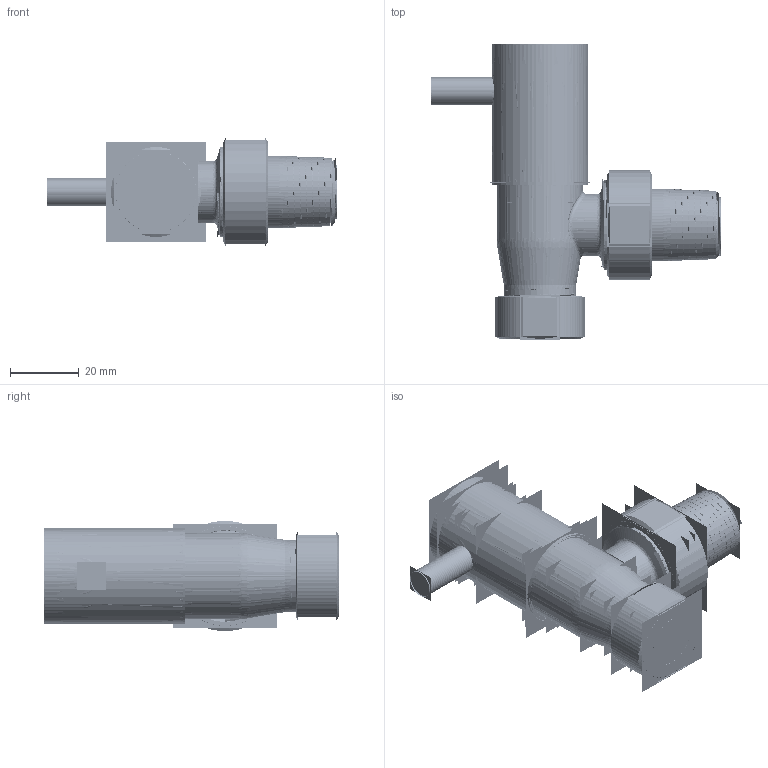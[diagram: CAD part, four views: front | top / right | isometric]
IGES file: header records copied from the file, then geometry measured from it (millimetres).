
Start section:  PTC IGES file: sl2535-12 RADVA1_asm.igs
Global section: file name: sl2535-12 RADVA1_asm.igs; native system: Pro/ENGINEER by Parametric Technology Corporation; preprocessor: 2010280; author: Administrator; organization: Unknown; date: 20191205.102039; units: millimetre
Bounding box: 84.07 x 85.62 x 31.98 mm (x, y, z)
Volume: 34982.2 mm3; surface area: 235070.7 mm2
Topology: 20 solids, 20 shells, 1628 faces, 8246 edges, 10442 vertices
Faces by surface type: revolution 912, bspline 716
